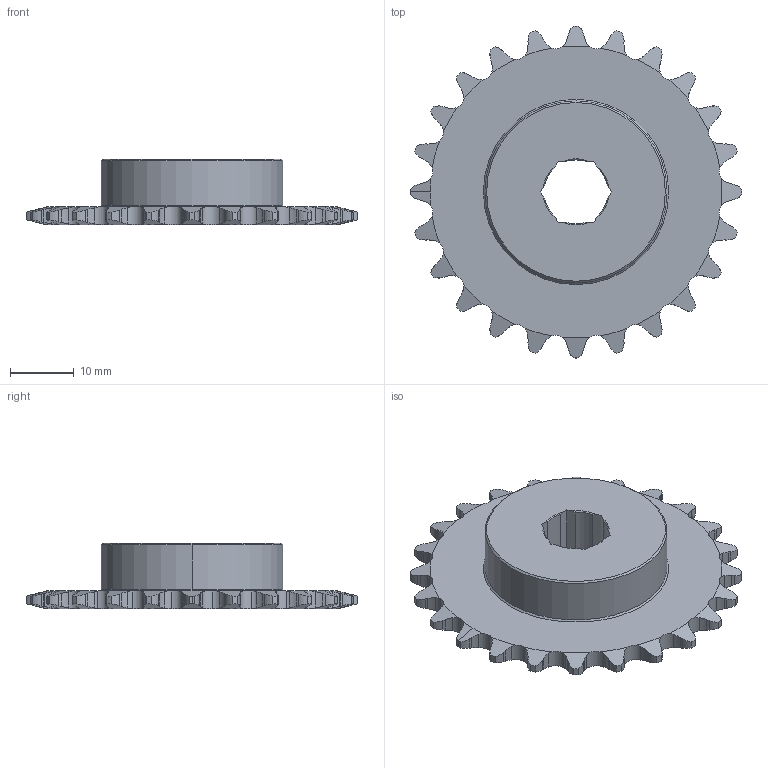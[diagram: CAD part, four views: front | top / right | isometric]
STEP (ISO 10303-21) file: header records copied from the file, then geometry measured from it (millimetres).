
FILE_DESCRIPTION (( 'STEP AP203' ), '1' );
FILE_NAME ('S25-24HA-375H.STEP', '2017-06-23T13:35:31', ( '' ), ( '' ), 'SwSTEP 2.0', 'SolidWorks 2017', '' );
FILE_SCHEMA (( 'CONFIG_CONTROL_DESIGN' ));
Length unit declared in the file: inch
Products named in the file (1): S25-24HA-375H
Bounding box: 52.04 x 52.04 x 10.29 mm (x, y, z)
Volume: 8913.6 mm3; surface area: 4992.4 mm2
Topology: 1 solids, 1 shells, 296 faces, 874 edges, 581 vertices
Faces by surface type: cylinder 167, cone 66, plane 63
Entity records: 10550 total; most frequent: CARTESIAN_POINT 3228, ORIENTED_EDGE 1748, DIRECTION 1229, EDGE_CURVE 874, VERTEX_POINT 581, AXIS2_PLACEMENT_3D 486, B_SPLINE_CURVE_WITH_KNOTS 428, EDGE_LOOP 299
